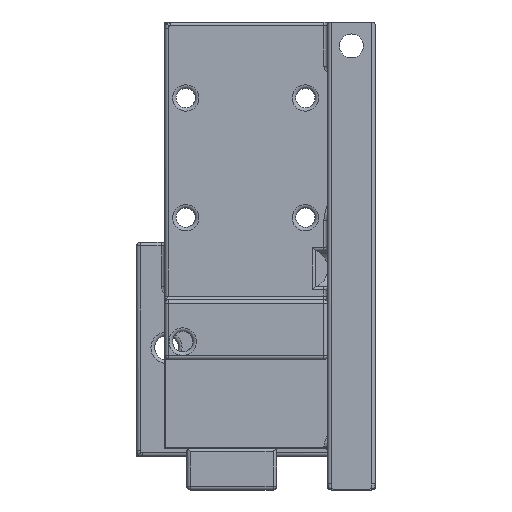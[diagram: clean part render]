
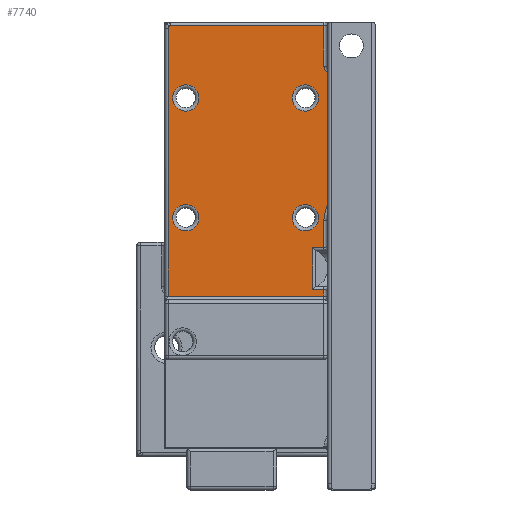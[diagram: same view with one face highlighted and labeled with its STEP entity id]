
A CAD part, front view. The second image highlights one B-rep face of the part: STEP entity #7740.
In plain terms, the highlighted planar face has unit normal (0, -1, 0).
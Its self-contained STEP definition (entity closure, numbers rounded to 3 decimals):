
#28=FACE_BOUND('',#1994,.T.);
#29=FACE_BOUND('',#1995,.T.);
#30=FACE_BOUND('',#1996,.T.);
#31=FACE_BOUND('',#1997,.T.);
#103=PLANE('',#8302);
#349=LINE('',#15947,#785);
#351=LINE('',#16006,#787);
#353=LINE('',#16065,#789);
#354=LINE('',#16070,#790);
#372=LINE('',#16139,#808);
#374=LINE('',#16152,#810);
#375=LINE('',#16154,#811);
#376=LINE('',#16156,#812);
#377=LINE('',#16158,#813);
#378=LINE('',#16162,#814);
#379=LINE('',#16163,#815);
#380=LINE('',#16166,#816);
#785=VECTOR('',#9421,10.);
#787=VECTOR('',#9437,10.);
#789=VECTOR('',#9451,10.);
#790=VECTOR('',#9456,10.);
#808=VECTOR('',#9516,10.);
#810=VECTOR('',#9520,10.);
#811=VECTOR('',#9521,10.);
#812=VECTOR('',#9522,10.);
#813=VECTOR('',#9523,10.);
#814=VECTOR('',#9526,10.);
#815=VECTOR('',#9527,10.);
#816=VECTOR('',#9530,10.);
#1486=FACE_OUTER_BOUND('',#1993,.T.);
#1993=EDGE_LOOP('',(#5453,#5454,#5455,#5456,#5457,#5458,#5459,#5460,#5461,
#5462,#5463,#5464,#5465,#5466,#5467,#5468));
#1994=EDGE_LOOP('',(#5469));
#1995=EDGE_LOOP('',(#5470));
#1996=EDGE_LOOP('',(#5471));
#1997=EDGE_LOOP('',(#5472));
#2517=CIRCLE('',#8233,0.42);
#2565=CIRCLE('',#8303,1.2);
#2566=CIRCLE('',#8304,0.42);
#2567=CIRCLE('',#8305,2.2);
#2568=CIRCLE('',#8306,2.2);
#2569=CIRCLE('',#8307,2.2);
#2570=CIRCLE('',#8308,2.2);
#3163=B_SPLINE_CURVE_WITH_KNOTS('',3,(#16055,#16056,#16057,#16058,#16059,
#16060,#16061,#16062),.UNSPECIFIED.,.F.,.F.,(4,2,1,1,4),(-0.456,
-0.455,-0.273,-0.182,0.),
 .UNSPECIFIED.);
#3298=VERTEX_POINT('',#14759);
#3299=VERTEX_POINT('',#14766);
#3344=VERTEX_POINT('',#15924);
#3348=VERTEX_POINT('',#15943);
#3351=VERTEX_POINT('',#15982);
#3357=VERTEX_POINT('',#16005);
#3358=VERTEX_POINT('',#16043);
#3360=VERTEX_POINT('',#16046);
#3361=VERTEX_POINT('',#16067);
#3392=VERTEX_POINT('',#16138);
#3394=VERTEX_POINT('',#16153);
#3395=VERTEX_POINT('',#16155);
#3396=VERTEX_POINT('',#16157);
#3397=VERTEX_POINT('',#16159);
#3398=VERTEX_POINT('',#16161);
#3399=VERTEX_POINT('',#16164);
#3400=VERTEX_POINT('',#16167);
#3401=VERTEX_POINT('',#16169);
#3402=VERTEX_POINT('',#16171);
#3403=VERTEX_POINT('',#16173);
#4048=EDGE_CURVE('',#3298,#3299,#2517,.T.);
#4115=EDGE_CURVE('',#3344,#3348,#349,.T.);
#4124=EDGE_CURVE('',#3351,#3357,#351,.T.);
#4130=EDGE_CURVE('',#3360,#3358,#3163,.T.);
#4132=EDGE_CURVE('',#3358,#3351,#353,.T.);
#4134=EDGE_CURVE('',#3361,#3344,#354,.T.);
#4169=EDGE_CURVE('',#3348,#3392,#372,.T.);
#4172=EDGE_CURVE('',#3357,#3361,#374,.T.);
#4173=EDGE_CURVE('',#3394,#3360,#375,.T.);
#4174=EDGE_CURVE('',#3395,#3394,#376,.T.);
#4175=EDGE_CURVE('',#3396,#3395,#377,.T.);
#4176=EDGE_CURVE('',#3397,#3396,#2565,.T.);
#4177=EDGE_CURVE('',#3398,#3397,#378,.T.);
#4178=EDGE_CURVE('',#3299,#3398,#379,.T.);
#4179=EDGE_CURVE('',#3399,#3298,#2566,.T.);
#4180=EDGE_CURVE('',#3392,#3399,#380,.T.);
#4181=EDGE_CURVE('',#3400,#3400,#2567,.T.);
#4182=EDGE_CURVE('',#3401,#3401,#2568,.T.);
#4183=EDGE_CURVE('',#3402,#3402,#2569,.T.);
#4184=EDGE_CURVE('',#3403,#3403,#2570,.T.);
#5453=ORIENTED_EDGE('',*,*,#4172,.F.);
#5454=ORIENTED_EDGE('',*,*,#4124,.F.);
#5455=ORIENTED_EDGE('',*,*,#4132,.F.);
#5456=ORIENTED_EDGE('',*,*,#4130,.F.);
#5457=ORIENTED_EDGE('',*,*,#4173,.F.);
#5458=ORIENTED_EDGE('',*,*,#4174,.F.);
#5459=ORIENTED_EDGE('',*,*,#4175,.F.);
#5460=ORIENTED_EDGE('',*,*,#4176,.F.);
#5461=ORIENTED_EDGE('',*,*,#4177,.F.);
#5462=ORIENTED_EDGE('',*,*,#4178,.F.);
#5463=ORIENTED_EDGE('',*,*,#4048,.F.);
#5464=ORIENTED_EDGE('',*,*,#4179,.F.);
#5465=ORIENTED_EDGE('',*,*,#4180,.F.);
#5466=ORIENTED_EDGE('',*,*,#4169,.F.);
#5467=ORIENTED_EDGE('',*,*,#4115,.F.);
#5468=ORIENTED_EDGE('',*,*,#4134,.F.);
#5469=ORIENTED_EDGE('',*,*,#4181,.F.);
#5470=ORIENTED_EDGE('',*,*,#4182,.F.);
#5471=ORIENTED_EDGE('',*,*,#4183,.F.);
#5472=ORIENTED_EDGE('',*,*,#4184,.F.);
#7740=ADVANCED_FACE('',(#1486,#28,#29,#30,#31),#103,.T.);
#8233=AXIS2_PLACEMENT_3D('',#14767,#9342,#9343);
#8302=AXIS2_PLACEMENT_3D('',#16151,#9518,#9519);
#8303=AXIS2_PLACEMENT_3D('',#16160,#9524,#9525);
#8304=AXIS2_PLACEMENT_3D('',#16165,#9528,#9529);
#8305=AXIS2_PLACEMENT_3D('',#16168,#9531,#9532);
#8306=AXIS2_PLACEMENT_3D('',#16170,#9533,#9534);
#8307=AXIS2_PLACEMENT_3D('',#16172,#9535,#9536);
#8308=AXIS2_PLACEMENT_3D('',#16174,#9537,#9538);
#9342=DIRECTION('center_axis',(0.,1.,0.));
#9343=DIRECTION('ref_axis',(-0.707,0.,0.707));
#9421=DIRECTION('',(0.,0.,-1.));
#9437=DIRECTION('',(-1.,0.,0.));
#9451=DIRECTION('',(0.,0.,-1.));
#9456=DIRECTION('',(1.,0.,0.));
#9516=DIRECTION('',(-1.,0.,0.));
#9518=DIRECTION('center_axis',(0.,-1.,0.));
#9519=DIRECTION('ref_axis',(0.,0.,
1.));
#9520=DIRECTION('',(0.,0.,-1.));
#9521=DIRECTION('',(-1.,0.,0.));
#9522=DIRECTION('',(0.,0.,-1.));
#9523=DIRECTION('',(1.,0.,0.));
#9524=DIRECTION('center_axis',(0.,-1.,0.));
#9525=DIRECTION('ref_axis',(-0.707,0.,-0.707));
#9526=DIRECTION('',(0.,0.,-1.));
#9527=DIRECTION('',(1.,0.,0.));
#9528=DIRECTION('center_axis',(0.,1.,0.));
#9529=DIRECTION('ref_axis',(-0.707,0.,0.707));
#9530=DIRECTION('',(0.,0.,1.));
#9531=DIRECTION('center_axis',(0.,-1.,0.));
#9532=DIRECTION('ref_axis',(0.,0.,
1.));
#9533=DIRECTION('center_axis',(0.,-1.,0.));
#9534=DIRECTION('ref_axis',(0.,0.,
1.));
#9535=DIRECTION('center_axis',(0.,-1.,0.));
#9536=DIRECTION('ref_axis',(0.,0.,
1.));
#9537=DIRECTION('center_axis',(0.,-1.,0.));
#9538=DIRECTION('ref_axis',(0.,0.,
1.));
#14759=CARTESIAN_POINT('',(-11.763,7.5,57.963));
#14766=CARTESIAN_POINT('',(-11.466,7.5,58.086));
#14767=CARTESIAN_POINT('Origin',(-11.466,7.5,57.666));
#15924=CARTESIAN_POINT('',(14.114,7.5,13.984));
#15943=CARTESIAN_POINT('',(14.114,7.5,12.886));
#15947=CARTESIAN_POINT('',(14.114,7.5,15.936));
#15982=CARTESIAN_POINT('',(14.114,7.5,20.987));
#16005=CARTESIAN_POINT('',(12.266,7.5,20.987));
#16006=CARTESIAN_POINT('',(16.214,7.5,20.987));
#16043=CARTESIAN_POINT('',(14.114,7.5,25.504));
#16046=CARTESIAN_POINT('',(15.314,7.5,29.886));
#16055=CARTESIAN_POINT('Ctrl Pts',(15.314,7.5,29.886));
#16056=CARTESIAN_POINT('Ctrl Pts',(15.313,7.5,29.882));
#16057=CARTESIAN_POINT('Ctrl Pts',(15.311,7.5,29.878));
#16058=CARTESIAN_POINT('Ctrl Pts',(15.083,7.5,29.311));
#16059=CARTESIAN_POINT('Ctrl Pts',(14.741,7.5,28.464));
#16060=CARTESIAN_POINT('Ctrl Pts',(14.285,7.5,27.02));
#16061=CARTESIAN_POINT('Ctrl Pts',(14.114,7.5,26.111));
#16062=CARTESIAN_POINT('Ctrl Pts',(14.114,7.5,25.504));
#16065=CARTESIAN_POINT('',(14.114,7.5,15.936));
#16067=CARTESIAN_POINT('',(12.266,7.5,13.984));
#16070=CARTESIAN_POINT('',(16.214,7.5,13.984));
#16138=CARTESIAN_POINT('',(-11.886,7.5,12.886));
#16139=CARTESIAN_POINT('',(22.714,7.5,12.886));
#16151=CARTESIAN_POINT('Origin',(22.714,7.5,12.286));
#16152=CARTESIAN_POINT('',(12.266,7.5,13.586));
#16153=CARTESIAN_POINT('',(22.114,7.5,29.886));
#16154=CARTESIAN_POINT('',(22.714,7.5,29.886));
#16155=CARTESIAN_POINT('',(22.114,7.5,50.086));
#16156=CARTESIAN_POINT('',(22.114,7.5,15.936));
#16157=CARTESIAN_POINT('',(15.314,7.5,50.086));
#16158=CARTESIAN_POINT('',(22.714,7.5,50.086));
#16159=CARTESIAN_POINT('',(14.114,7.5,51.286));
#16160=CARTESIAN_POINT('Origin',(15.314,7.5,51.286));
#16161=CARTESIAN_POINT('',(14.114,7.5,58.086));
#16162=CARTESIAN_POINT('',(14.114,7.5,15.936));
#16163=CARTESIAN_POINT('',(22.714,7.5,58.086));
#16164=CARTESIAN_POINT('',(-11.886,7.5,57.666));
#16165=CARTESIAN_POINT('Origin',(-11.466,7.5,57.666));
#16166=CARTESIAN_POINT('',(-11.886,7.5,17.686));
#16167=CARTESIAN_POINT('',(11.014,7.5,23.786));
#16168=CARTESIAN_POINT('Origin',(11.014,7.5,25.986));
#16169=CARTESIAN_POINT('',(-8.986,7.5,43.786));
#16170=CARTESIAN_POINT('Origin',(-8.986,7.5,45.986));
#16171=CARTESIAN_POINT('',(-8.986,7.5,23.786));
#16172=CARTESIAN_POINT('Origin',(-8.986,7.5,25.986));
#16173=CARTESIAN_POINT('',(11.014,7.5,43.786));
#16174=CARTESIAN_POINT('Origin',(11.014,7.5,45.986));
